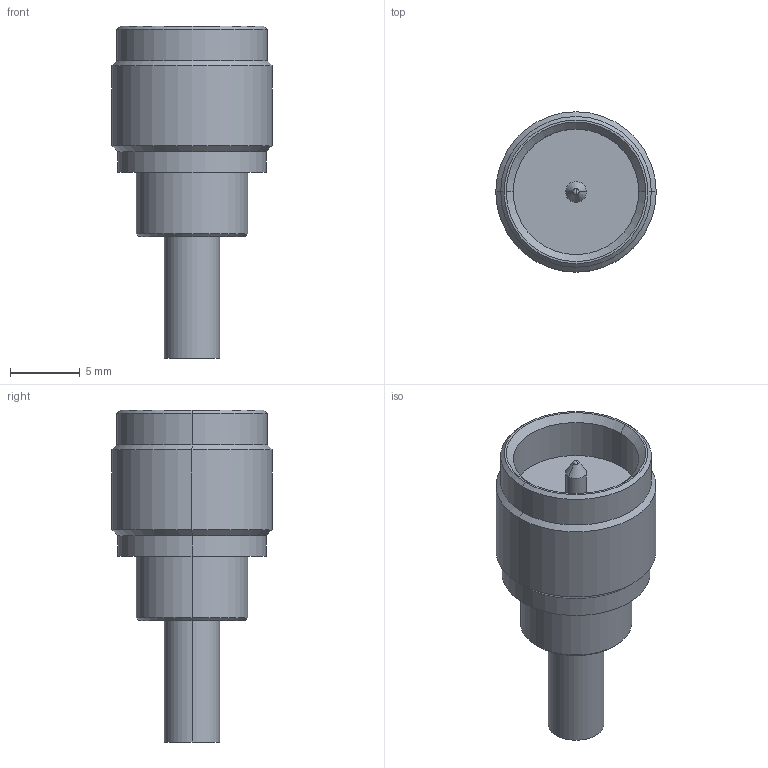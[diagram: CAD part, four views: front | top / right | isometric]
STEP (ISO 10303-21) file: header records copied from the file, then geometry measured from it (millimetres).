
FILE_DESCRIPTION (( 'STEP AP214' ), '1' );
FILE_NAME ('J01045F0003.STEP', '2013-04-23T13:33:36', ( 'Wartung1' ), ( '' ), 'SwSTEP 2.0', 'SolidWorks 2012', '' );
FILE_SCHEMA (( 'AUTOMOTIVE_DESIGN' ));
Length unit declared in the file: millimetre
Products named in the file (1): J01045F0003
Bounding box: 11.5 x 11.5 x 23.8 mm (x, y, z)
Volume: 1115.7 mm3; surface area: 958.2 mm2
Topology: 1 solids, 1 shells, 44 faces, 88 edges, 53 vertices
Faces by surface type: cylinder 20, cone 14, plane 8, sphere 2
Entity records: 1635 total; most frequent: DIRECTION 232, CARTESIAN_POINT 186, ORIENTED_EDGE 176, AXIS2_PLACEMENT_3D 99, EDGE_CURVE 88, CIRCLE 54, VERTEX_POINT 53, EDGE_LOOP 51
